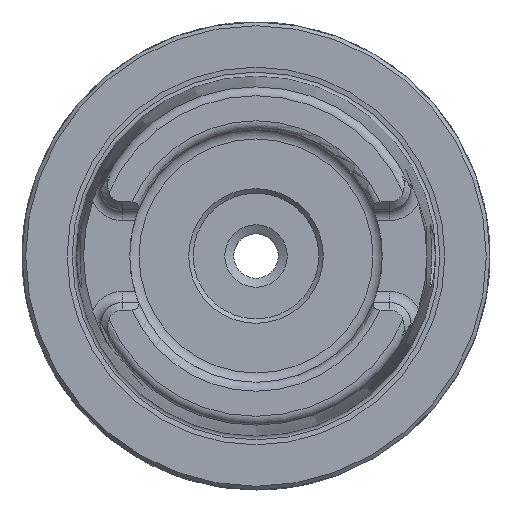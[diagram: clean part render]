
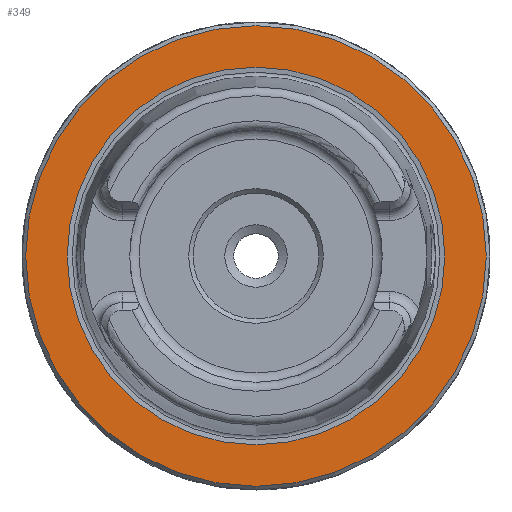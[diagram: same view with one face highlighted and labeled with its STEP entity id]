
A CAD part, left-side view. The second image highlights one B-rep face of the part: STEP entity #349.
In plain terms, the highlighted planar face has unit normal (-1, 0, 0).
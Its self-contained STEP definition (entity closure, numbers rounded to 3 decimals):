
#349 = ADVANCED_FACE( '', ( #759, #760 ), #761, .T. );
#759 = FACE_OUTER_BOUND( '', #1212, .T. );
#760 = FACE_BOUND( '', #1213, .T. );
#761 = PLANE( '', #1214 );
#1212 = EDGE_LOOP( '', ( #2146 ) );
#1213 = EDGE_LOOP( '', ( #2147 ) );
#1214 = AXIS2_PLACEMENT_3D( '', #2148, #2149, #2150 );
#2146 = ORIENTED_EDGE( '', *, *, #2719, .T. );
#2147 = ORIENTED_EDGE( '', *, *, #2805, .F. );
#2148 = CARTESIAN_POINT( '', ( 0., 0., 31. ) );
#2149 = DIRECTION( '', ( -1., 0., 0. ) );
#2150 = DIRECTION( '', ( 0., 0., 1. ) );
#2719 = EDGE_CURVE( '', #3313, #3313, #3314, .T. );
#2805 = EDGE_CURVE( '', #3425, #3425, #3426, .T. );
#3313 = VERTEX_POINT( '', #4967 );
#3314 = CIRCLE( '', #4968, 31. );
#3425 = VERTEX_POINT( '', #5318 );
#3426 = CIRCLE( '', #5319, 25.418 );
#4967 = CARTESIAN_POINT( '', ( 0., 0., 31. ) );
#4968 = AXIS2_PLACEMENT_3D( '', #5733, #5734, #5735 );
#5318 = CARTESIAN_POINT( '', ( 0., 0., 25.418 ) );
#5319 = AXIS2_PLACEMENT_3D( '', #5818, #5819, #5820 );
#5733 = CARTESIAN_POINT( '', ( 0., 0., 0. ) );
#5734 = DIRECTION( '', ( -1., 0., 0. ) );
#5735 = DIRECTION( '', ( 0., 0., 1. ) );
#5818 = CARTESIAN_POINT( '', ( 0., 0., 0. ) );
#5819 = DIRECTION( '', ( -1., 0., 0. ) );
#5820 = DIRECTION( '', ( 0., 0., 1. ) );
